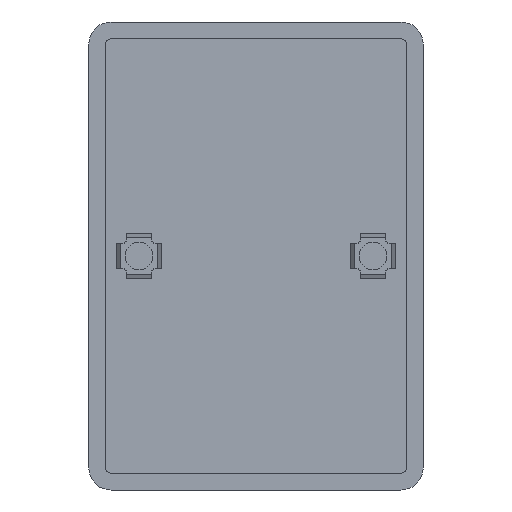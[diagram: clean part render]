
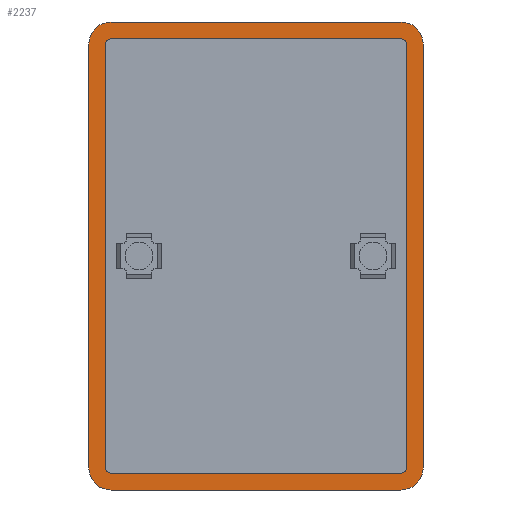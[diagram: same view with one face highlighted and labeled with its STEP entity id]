
A CAD part, front view. The second image highlights one B-rep face of the part: STEP entity #2237.
In plain terms, the highlighted planar face has unit normal (0, -1, 0).
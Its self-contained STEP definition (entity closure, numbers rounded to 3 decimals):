
#302=CARTESIAN_POINT('',(-13.,-3.0,-21.0));
#303=VERTEX_POINT('',#302);
#310=CARTESIAN_POINT('',(-15.0,-3.0,-19.0));
#311=VERTEX_POINT('',#310);
#312=CARTESIAN_POINT('',(-13.0,-3.0,-19.0));
#313=DIRECTION('',(0.0,-1.0,0.0));
#314=DIRECTION('',(0.0,0.0,1.0));
#315=AXIS2_PLACEMENT_3D('',#312,#313,#314);
#316=CIRCLE('',#315,2.0);
#317=EDGE_CURVE('',#311,#303,#316,.T.);
#334=CARTESIAN_POINT('',(13.0,-3.0,-21.0));
#335=VERTEX_POINT('',#334);
#342=CARTESIAN_POINT('',(-13.,-3.0,-21.0));
#343=DIRECTION('',(1.0,0.0,0.0));
#344=VECTOR('',#343,26.);
#345=LINE('',#342,#344);
#346=EDGE_CURVE('',#303,#335,#345,.T.);
#358=CARTESIAN_POINT('',(15.0,-3.0,-19.0));
#359=VERTEX_POINT('',#358);
#366=CARTESIAN_POINT('',(13.,-3.0,-19.));
#367=DIRECTION('',(0.0,-1.0,0.0));
#368=DIRECTION('',(-1.0,0.0,0.0));
#369=AXIS2_PLACEMENT_3D('',#366,#367,#368);
#370=CIRCLE('',#369,2.);
#371=EDGE_CURVE('',#335,#359,#370,.T.);
#383=CARTESIAN_POINT('',(15.0,-3.0,19.0));
#384=VERTEX_POINT('',#383);
#391=CARTESIAN_POINT('',(15.0,-3.0,-19.0));
#392=DIRECTION('',(0.0,0.0,1.0));
#393=VECTOR('',#392,38.0);
#394=LINE('',#391,#393);
#395=EDGE_CURVE('',#359,#384,#394,.T.);
#1921=CARTESIAN_POINT('',(-13.0,-3.0,-19.5));
#1922=VERTEX_POINT('',#1921);
#1923=CARTESIAN_POINT('',(-13.5,-3.0,-19.0));
#1924=VERTEX_POINT('',#1923);
#1925=CARTESIAN_POINT('',(-13.0,-3.0,-19.0));
#1926=DIRECTION('',(0.0,1.0,0.0));
#1927=DIRECTION('',(1.0,0.0,0.0));
#1928=AXIS2_PLACEMENT_3D('',#1925,#1926,#1927);
#1929=CIRCLE('',#1928,0.5);
#1930=EDGE_CURVE('',#1922,#1924,#1929,.T.);
#1953=CARTESIAN_POINT('',(13.,-3.0,-19.5));
#1954=VERTEX_POINT('',#1953);
#1955=CARTESIAN_POINT('',(13.,-3.0,-19.5));
#1956=DIRECTION('',(-1.0,0.0,0.0));
#1957=VECTOR('',#1956,26.0);
#1958=LINE('',#1955,#1957);
#1959=EDGE_CURVE('',#1954,#1922,#1958,.T.);
#1977=CARTESIAN_POINT('',(13.5,-3.0,-19.));
#1978=VERTEX_POINT('',#1977);
#1979=CARTESIAN_POINT('',(13.,-3.0,-19.));
#1980=DIRECTION('',(0.0,1.0,0.0));
#1981=DIRECTION('',(0.0,0.0,1.0));
#1982=AXIS2_PLACEMENT_3D('',#1979,#1980,#1981);
#1983=CIRCLE('',#1982,0.5);
#1984=EDGE_CURVE('',#1978,#1954,#1983,.T.);
#2002=CARTESIAN_POINT('',(13.5,-3.0,19.0));
#2003=VERTEX_POINT('',#2002);
#2004=CARTESIAN_POINT('',(13.5,-3.0,19.0));
#2005=DIRECTION('',(0.0,0.0,-1.0));
#2006=VECTOR('',#2005,38.);
#2007=LINE('',#2004,#2006);
#2008=EDGE_CURVE('',#2003,#1978,#2007,.T.);
#2026=CARTESIAN_POINT('',(13.0,-3.0,19.5));
#2027=VERTEX_POINT('',#2026);
#2028=CARTESIAN_POINT('',(13.0,-3.0,19.0));
#2029=DIRECTION('',(0.0,1.0,0.0));
#2030=DIRECTION('',(-1.0,0.0,0.0));
#2031=AXIS2_PLACEMENT_3D('',#2028,#2029,#2030);
#2032=CIRCLE('',#2031,0.5);
#2033=EDGE_CURVE('',#2027,#2003,#2032,.T.);
#2051=CARTESIAN_POINT('',(-13.,-3.0,19.5));
#2052=VERTEX_POINT('',#2051);
#2053=CARTESIAN_POINT('',(-13.,-3.0,19.5));
#2054=DIRECTION('',(1.0,0.0,0.0));
#2055=VECTOR('',#2054,26.);
#2056=LINE('',#2053,#2055);
#2057=EDGE_CURVE('',#2052,#2027,#2056,.T.);
#2075=CARTESIAN_POINT('',(-13.5,-3.0,19.0));
#2076=VERTEX_POINT('',#2075);
#2077=CARTESIAN_POINT('',(-13.,-3.0,19.0));
#2078=DIRECTION('',(0.0,1.0,0.0));
#2079=DIRECTION('',(0.0,0.0,-1.0));
#2080=AXIS2_PLACEMENT_3D('',#2077,#2078,#2079);
#2081=CIRCLE('',#2080,0.5);
#2082=EDGE_CURVE('',#2076,#2052,#2081,.T.);
#2100=CARTESIAN_POINT('',(-13.5,-3.0,-19.0));
#2101=DIRECTION('',(0.0,0.0,1.0));
#2102=VECTOR('',#2101,38.0);
#2103=LINE('',#2100,#2102);
#2104=EDGE_CURVE('',#1924,#2076,#2103,.T.);
#2127=CARTESIAN_POINT('',(13.,-3.0,21.0));
#2128=VERTEX_POINT('',#2127);
#2135=CARTESIAN_POINT('',(13.0,-3.0,19.0));
#2136=DIRECTION('',(0.0,-1.0,0.0));
#2137=DIRECTION('',(0.0,0.0,-1.0));
#2138=AXIS2_PLACEMENT_3D('',#2135,#2136,#2137);
#2139=CIRCLE('',#2138,2.0);
#2140=EDGE_CURVE('',#384,#2128,#2139,.T.);
#2153=CARTESIAN_POINT('',(-15.0,-3.0,19.0));
#2154=VERTEX_POINT('',#2153);
#2155=CARTESIAN_POINT('',(-15.0,-3.0,19.));
#2156=DIRECTION('',(0.0,0.0,-1.0));
#2157=VECTOR('',#2156,38.0);
#2158=LINE('',#2155,#2157);
#2159=EDGE_CURVE('',#2154,#311,#2158,.T.);
#2177=CARTESIAN_POINT('',(-13.,-3.0,21.));
#2178=VERTEX_POINT('',#2177);
#2179=CARTESIAN_POINT('',(-13.,-3.0,19.0));
#2180=DIRECTION('',(0.0,-1.0,0.0));
#2181=DIRECTION('',(1.0,0.0,0.0));
#2182=AXIS2_PLACEMENT_3D('',#2179,#2180,#2181);
#2183=CIRCLE('',#2182,2.);
#2184=EDGE_CURVE('',#2178,#2154,#2183,.T.);
#2202=CARTESIAN_POINT('',(13.,-3.0,21.0));
#2203=DIRECTION('',(-1.0,0.0,0.0));
#2204=VECTOR('',#2203,26.);
#2205=LINE('',#2202,#2204);
#2206=EDGE_CURVE('',#2128,#2178,#2205,.T.);
#2212=CARTESIAN_POINT('',(0.,-3.0,0.));
#2213=DIRECTION('',(0.0,-1.0,0.0));
#2214=DIRECTION('',(0.0,0.0,-1.0));
#2215=AXIS2_PLACEMENT_3D('',#2212,#2213,#2214);
#2216=PLANE('',#2215);
#2217=ORIENTED_EDGE('',*,*,#2206,.T.);
#2218=ORIENTED_EDGE('',*,*,#2184,.T.);
#2219=ORIENTED_EDGE('',*,*,#2159,.T.);
#2220=ORIENTED_EDGE('',*,*,#317,.T.);
#2221=ORIENTED_EDGE('',*,*,#346,.T.);
#2222=ORIENTED_EDGE('',*,*,#371,.T.);
#2223=ORIENTED_EDGE('',*,*,#395,.T.);
#2224=ORIENTED_EDGE('',*,*,#2140,.T.);
#2225=EDGE_LOOP('',(#2217,#2218,#2219,#2220,#2221,#2222,#2223,#2224));
#2226=FACE_OUTER_BOUND('',#2225,.T.);
#2227=ORIENTED_EDGE('',*,*,#1930,.T.);
#2228=ORIENTED_EDGE('',*,*,#2104,.T.);
#2229=ORIENTED_EDGE('',*,*,#2082,.T.);
#2230=ORIENTED_EDGE('',*,*,#2057,.T.);
#2231=ORIENTED_EDGE('',*,*,#2033,.T.);
#2232=ORIENTED_EDGE('',*,*,#2008,.T.);
#2233=ORIENTED_EDGE('',*,*,#1984,.T.);
#2234=ORIENTED_EDGE('',*,*,#1959,.T.);
#2235=EDGE_LOOP('',(#2227,#2228,#2229,#2230,#2231,#2232,#2233,#2234));
#2236=FACE_BOUND('',#2235,.T.);
#2237=ADVANCED_FACE('',(#2226,#2236),#2216,.T.);
